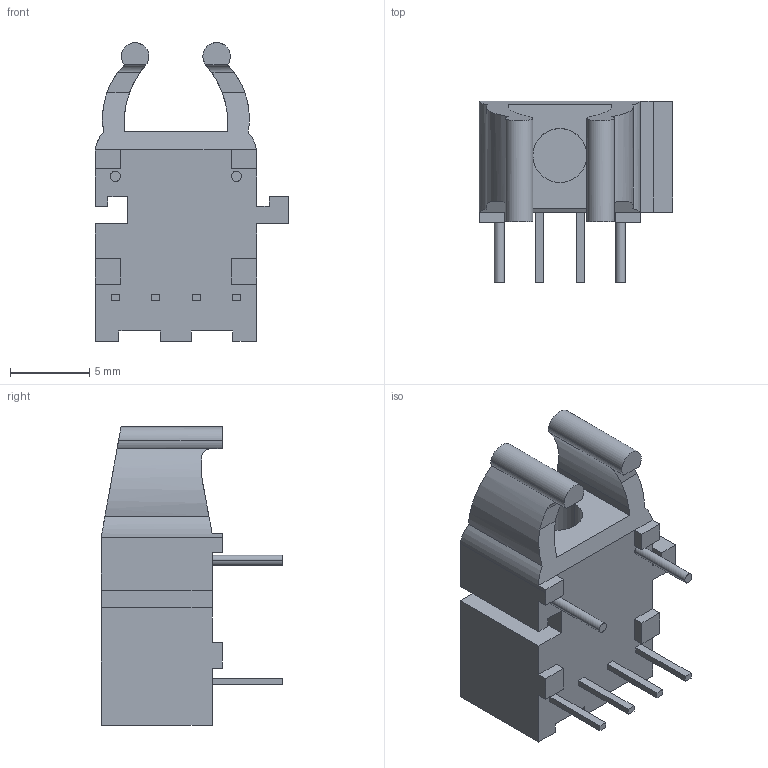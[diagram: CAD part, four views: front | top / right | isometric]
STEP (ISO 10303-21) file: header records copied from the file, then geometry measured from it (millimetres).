
FILE_DESCRIPTION (( 'STEP AP214' ), '1' );
FILE_NAME ('HFBR-2521Z.STEP', '2021-02-20T11:31:56', ( '' ), ( '' ), 'SwSTEP 2.0', 'SolidWorks 2017', '' );
FILE_SCHEMA (( 'AUTOMOTIVE_DESIGN' ));
Length unit declared in the file: millimetre
Products named in the file (2): HFBR-2521Z
Assembly tree (1 placements, depth 2):
  HFBR-2521Z
    HFBR-2521Z
Bounding box: 12.19 x 11.43 x 18.8 mm (x, y, z)
Volume: 968.9 mm3; surface area: 997.8 mm2
Topology: 8 solids, 8 shells, 122 faces, 299 edges, 196 vertices
Faces by surface type: plane 85, cylinder 33, torus 4
Entity records: 3704 total; most frequent: CARTESIAN_POINT 717, ORIENTED_EDGE 598, DIRECTION 577, EDGE_CURVE 299, LINE 217, VECTOR 217, VERTEX_POINT 196, AXIS2_PLACEMENT_3D 180
